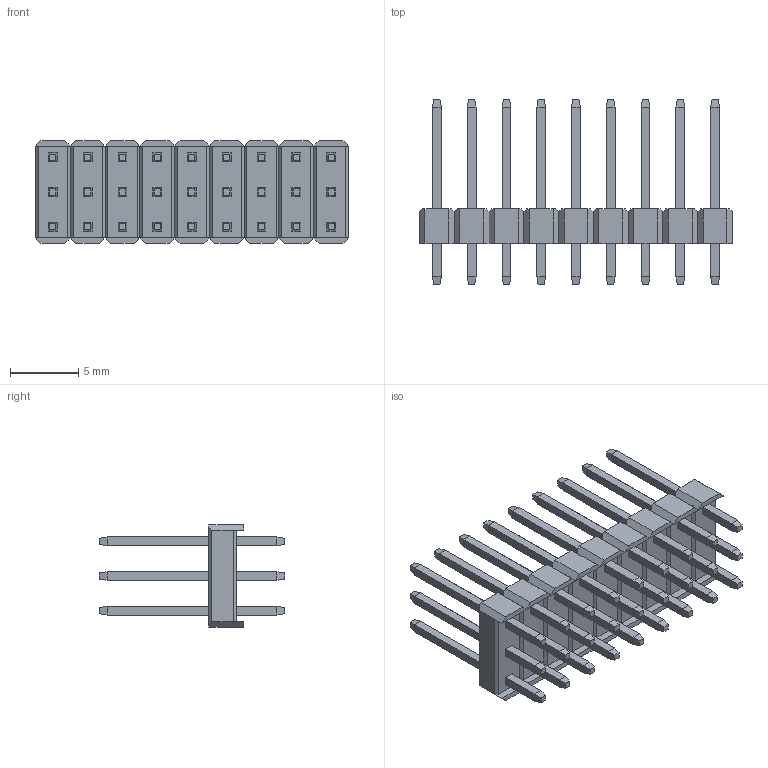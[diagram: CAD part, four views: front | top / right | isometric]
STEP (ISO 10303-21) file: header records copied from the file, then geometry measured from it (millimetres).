
FILE_DESCRIPTION (( 'STEP AP214' ), '1' );
FILE_NAME ('3x9 Male Pin Header.STEP', '2018-11-17T18:49:08', ( 'M.B.I.' ), ( '' ), 'SwSTEP 2.0', '', '' );
FILE_SCHEMA (( 'AUTOMOTIVE_DESIGN' ));
Length unit declared in the file: millimetre
Products named in the file (1): 3x9 Male Pin Header
Bounding box: 22.86 x 13.54 x 7.5 mm (x, y, z)
Volume: 464.7 mm3; surface area: 1586.3 mm2
Topology: 28 solids, 28 shells, 674 faces, 1616 edges, 998 vertices
Faces by surface type: plane 674
Entity records: 19201 total; most frequent: CARTESIAN_POINT 3289, ORIENTED_EDGE 3232, DIRECTION 2966, EDGE_CURVE 1616, VECTOR 1616, LINE 1616, VERTEX_POINT 998, EDGE_LOOP 728
